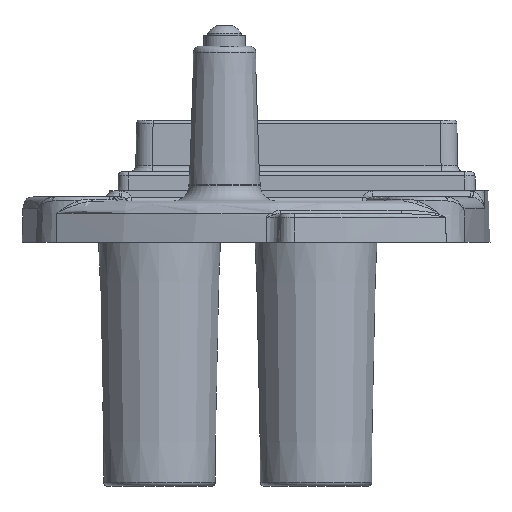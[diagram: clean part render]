
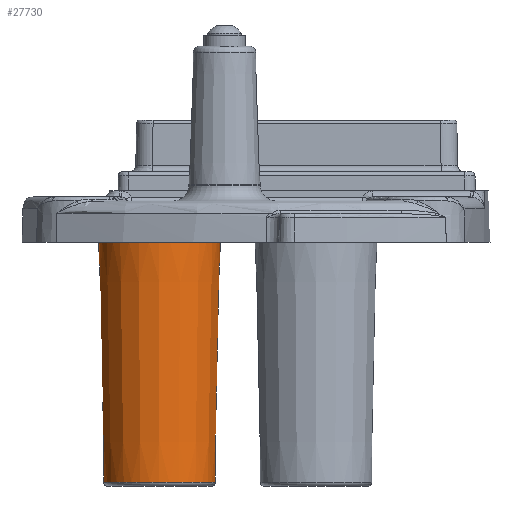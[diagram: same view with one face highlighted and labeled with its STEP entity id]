
A CAD part, left-side view. The second image highlights one B-rep face of the part: STEP entity #27730.
In plain terms, the highlighted conical face has half-angle 1.214 degrees and reference radius 28.25 mm.
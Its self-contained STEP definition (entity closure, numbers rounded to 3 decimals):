
#146=CONICAL_SURFACE('',#29940,28.25,1.214);
#2121=FACE_BOUND('',#5660,.T.);
#3826=FACE_OUTER_BOUND('',#5659,.T.);
#5659=EDGE_LOOP('',(#25404));
#5660=EDGE_LOOP('',(#25405));
#6112=CIRCLE('',#29939,27.041);
#6113=CIRCLE('',#29941,29.5);
#13427=VERTEX_POINT('',#65601);
#13428=VERTEX_POINT('',#65604);
#17420=EDGE_CURVE('',#13427,#13427,#6112,.T.);
#17421=EDGE_CURVE('',#13428,#13428,#6113,.T.);
#25404=ORIENTED_EDGE('',*,*,#17421,.F.);
#25405=ORIENTED_EDGE('',*,*,#17420,.F.);
#27730=ADVANCED_FACE('',(#3826,#2121),#146,.T.);
#29939=AXIS2_PLACEMENT_3D('',#65602,#36418,#36419);
#29940=AXIS2_PLACEMENT_3D('',#65603,#36420,#36421);
#29941=AXIS2_PLACEMENT_3D('',#65605,#36422,#36423);
#36418=DIRECTION('center_axis',(0.,0.,
1.));
#36419=DIRECTION('ref_axis',(1.,0.,0.));
#36420=DIRECTION('center_axis',(0.,0.,-1.));
#36421=DIRECTION('ref_axis',(-1.,0.,0.));
#36422=DIRECTION('center_axis',(0.,0.,-1.));
#36423=DIRECTION('ref_axis',(1.,0.,0.));
#65601=CARTESIAN_POINT('',(-27.041,0.,-1.958));
#65602=CARTESIAN_POINT('Origin',(0.,0.,
-1.958));
#65603=CARTESIAN_POINT('Origin',(0.,0.,-59.));
#65604=CARTESIAN_POINT('',(-29.5,0.,-118.));
#65605=CARTESIAN_POINT('Origin',(0.,0.,-118.));
